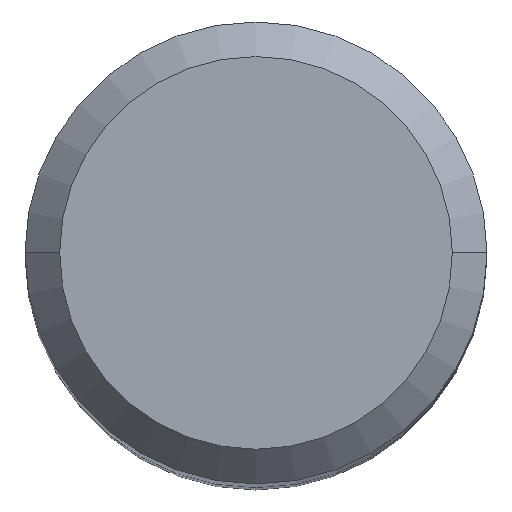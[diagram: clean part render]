
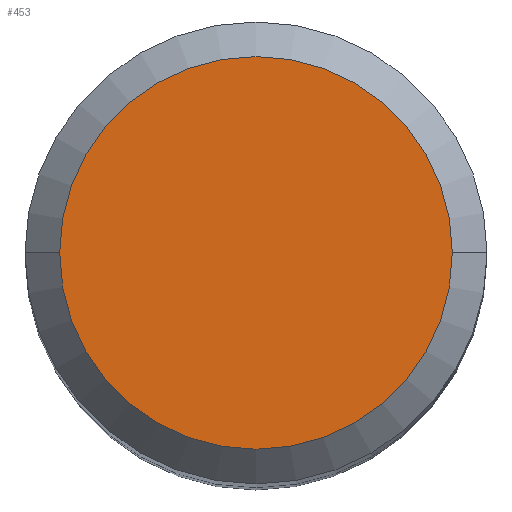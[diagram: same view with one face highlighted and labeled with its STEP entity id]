
A CAD part, top view. The second image highlights one B-rep face of the part: STEP entity #453.
In plain terms, the highlighted planar face has unit normal (0, 0, 1).
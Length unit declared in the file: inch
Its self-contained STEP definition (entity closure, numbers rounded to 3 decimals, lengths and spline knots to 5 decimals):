
#11 = DIRECTION ( 'NONE',  ( 1., 0., 0. ) ) ;
#46 = DIRECTION ( 'NONE',  ( 0., 0., 1. ) ) ;
#55 = CARTESIAN_POINT ( 'NONE',  ( 0.13387, 0., 0. ) ) ;
#94 = EDGE_LOOP ( 'NONE', ( #211, #483 ) ) ;
#100 = CIRCLE ( 'NONE', #343, 0.13387 ) ;
#141 = DIRECTION ( 'NONE',  ( 0., 0., -1. ) ) ;
#162 = CARTESIAN_POINT ( 'NONE',  ( 0., 0., 0. ) ) ;
#170 = PLANE ( 'NONE',  #210 ) ;
#210 = AXIS2_PLACEMENT_3D ( 'NONE', #216, #141, #359 ) ;
#211 = ORIENTED_EDGE ( 'NONE', *, *, #460, .T. ) ;
#216 = CARTESIAN_POINT ( 'NONE',  ( 0., 0., 0. ) ) ;
#239 = EDGE_CURVE ( 'NONE', #432, #353, #266, .T. ) ;
#251 = DIRECTION ( 'NONE',  ( 0., 0., 1. ) ) ;
#266 = CIRCLE ( 'NONE', #347, 0.13387 ) ;
#314 = CARTESIAN_POINT ( 'NONE',  ( 0., 0., 0. ) ) ;
#318 = FACE_OUTER_BOUND ( 'NONE', #94, .T. ) ;
#321 = DIRECTION ( 'NONE',  ( 1., 0., 0. ) ) ;
#343 = AXIS2_PLACEMENT_3D ( 'NONE', #314, #251, #321 ) ;
#347 = AXIS2_PLACEMENT_3D ( 'NONE', #162, #46, #11 ) ;
#353 = VERTEX_POINT ( 'NONE', #382 ) ;
#359 = DIRECTION ( 'NONE',  ( -1., 0., 0. ) ) ;
#382 = CARTESIAN_POINT ( 'NONE',  ( -0.13387, 0., 0. ) ) ;
#432 = VERTEX_POINT ( 'NONE', #55 ) ;
#453 = ADVANCED_FACE ( 'NONE', ( #318 ), #170, .F. ) ;
#460 = EDGE_CURVE ( 'NONE', #353, #432, #100, .T. ) ;
#483 = ORIENTED_EDGE ( 'NONE', *, *, #239, .T. ) ;
